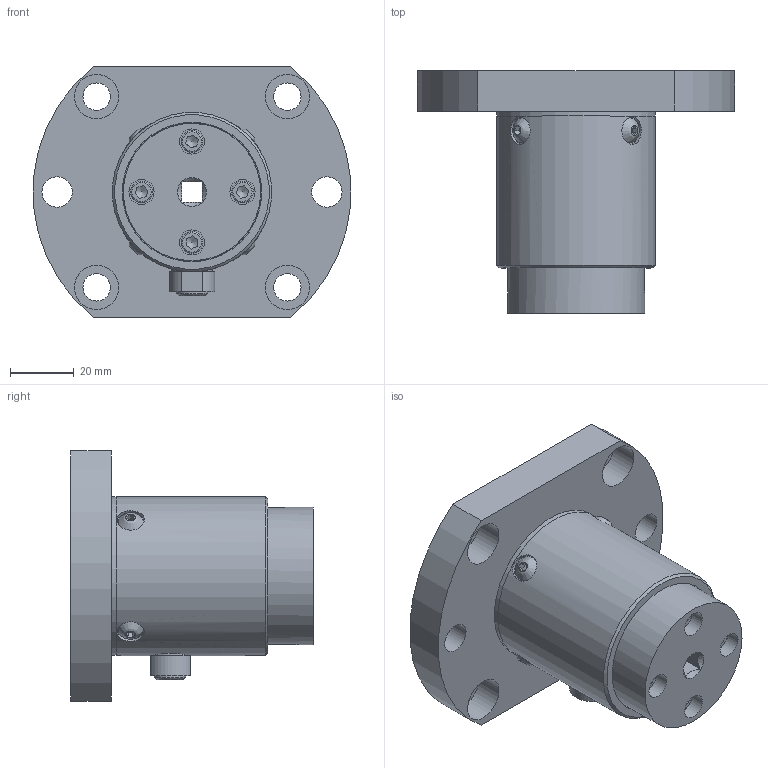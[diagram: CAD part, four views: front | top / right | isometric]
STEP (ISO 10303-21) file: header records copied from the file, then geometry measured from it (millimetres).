
FILE_DESCRIPTION((''),'2;1');
FILE_NAME('5 - 1000 IN-OZ.stp','2011-04-25T07:49:20',('thomasl'),(''),'Autodesk Inventor 2011','Autodesk Inventor 2011','');
FILE_SCHEMA(('AUTOMOTIVE_DESIGN { 1 0 10303 214 1 1 1 1 }'));
Length unit declared in the file: inch
Products named in the file (2): 5 - 1000 IN-OZ (SubstituteLevelofDetail1); 5 - 1000 IN-OZ_Substitute_1
Assembly tree (1 placements, depth 2):
  5 - 1000 IN-OZ (SubstituteLevelofDetail1)
    5 - 1000 IN-OZ_Substitute_1
Bounding box: 99.74 x 76.2 x 78.74 mm (x, y, z)
Volume: 168226.6 mm3; surface area: 55548.3 mm2
Topology: 1 solids, 23 shells, 352 faces, 750 edges, 498 vertices
Faces by surface type: plane 188, cylinder 111, cone 35, torus 14, bspline 4
Full cylindrical faces by diameter (mm): 0.711 x4, 1.27 x4, 3.454 x16, 4.166 x12, 4.445 x1, 4.572 x9, 5.105 x4, 6.858 x8, 6.912 x2, 6.985 x1, 7.874 x8, 7.925 x4, 8.611 x4, 8.636 x4, 9.525 x2, 9.906 x1, 12.7 x1, 12.827 x1, 13.97 x4, 14.684 x1, 15.24 x1, 15.875 x1, 16.764 x1, 16.891 x1, 18.948 x1, 19.05 x2, 35.56 x1, 43.18 x1, 43.815 x1, 43.866 x1
Entity records: 9480 total; most frequent: CARTESIAN_POINT 2332, DIRECTION 1398, ORIENTED_EDGE 1042, EDGE_LOOP 610, AXIS2_PLACEMENT_3D 588, EDGE_CURVE 521, VERTEX_POINT 429, STYLED_ITEM 353
